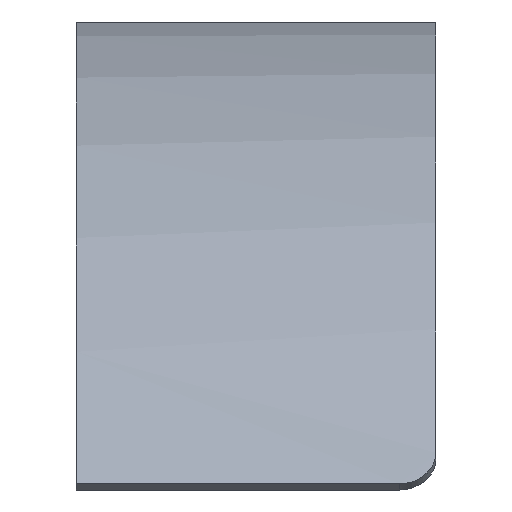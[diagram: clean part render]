
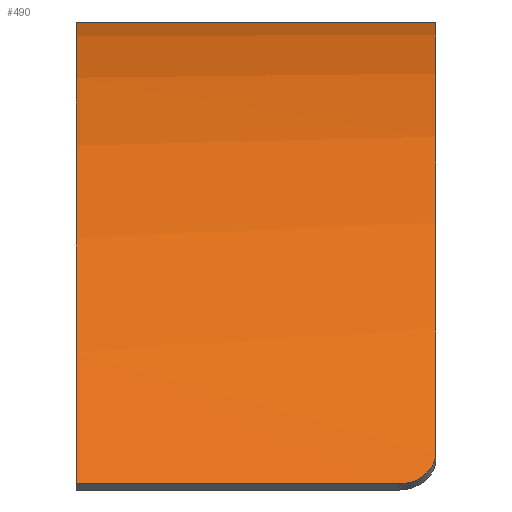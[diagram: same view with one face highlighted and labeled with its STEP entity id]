
A CAD part, front view. The second image highlights one B-rep face of the part: STEP entity #490.
In plain terms, the highlighted cylindrical face has radius 385 mm (diameter 770 mm), a partial arc.
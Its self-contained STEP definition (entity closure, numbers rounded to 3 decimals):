
#33 = DIRECTION ( 'NONE',  ( 0., 0., 1. ) ) ;
#34 = DIRECTION ( 'NONE',  ( -1., 0., 0. ) ) ;
#35 = CARTESIAN_POINT ( 'NONE',  ( -74., 331.964, -385. ) ) ;
#38 = DIRECTION ( 'NONE',  ( 0., 0., 1. ) ) ;
#39 = CARTESIAN_POINT ( 'NONE',  ( 74., 331.964, -385. ) ) ;
#40 = DIRECTION ( 'NONE',  ( -1., 0., 0. ) ) ;
#46 = CARTESIAN_POINT ( 'NONE',  ( 74., 0., -190. ) ) ;
#50 = DIRECTION ( 'NONE',  ( -1., 0., 0. ) ) ;
#53 = DIRECTION ( 'NONE',  ( -1., 0., 0. ) ) ;
#54 = CARTESIAN_POINT ( 'NONE',  ( 74., 331.964, 0. ) ) ;
#122 = CARTESIAN_POINT ( 'NONE',  ( 74., 7.849, -177.214 ) ) ;
#123 = CARTESIAN_POINT ( 'NONE',  ( 74., 7.315, -178.048 ) ) ;
#124 = CARTESIAN_POINT ( 'NONE',  ( 73.903, 6.789, -178.875 ) ) ;
#125 = CARTESIAN_POINT ( 'NONE',  ( 73.492, 5.759, -180.512 ) ) ;
#126 = CARTESIAN_POINT ( 'NONE',  ( 73.613, 6.014, -180.105 ) ) ;
#127 = CARTESIAN_POINT ( 'NONE',  ( 72.876, 4.775, -182.088 ) ) ;
#128 = CARTESIAN_POINT ( 'NONE',  ( 73.206, 5.261, -181.307 ) ) ;
#129 = CARTESIAN_POINT ( 'NONE',  ( 71.995, 3.857, -183.577 ) ) ;
#130 = CARTESIAN_POINT ( 'NONE',  ( 72.458, 4.311, -182.84 ) ) ;
#131 = CARTESIAN_POINT ( 'NONE',  ( 70.917, 2.994, -184.989 ) ) ;
#132 = CARTESIAN_POINT ( 'NONE',  ( 71.739, 3.634, -183.941 ) ) ;
#133 = CARTESIAN_POINT ( 'NONE',  ( 69.258, 2.067, -186.523 ) ) ;
#134 = CARTESIAN_POINT ( 'NONE',  ( 70.296, 2.603, -185.634 ) ) ;
#135 = CARTESIAN_POINT ( 'NONE',  ( 68.894, 1.897, -186.806 ) ) ;
#136 = CARTESIAN_POINT ( 'NONE',  ( 68.13, 1.575, -187.343 ) ) ;
#137 = CARTESIAN_POINT ( 'NONE',  ( 67.733, 1.424, -187.596 ) ) ;
#138 = CARTESIAN_POINT ( 'NONE',  ( 66.51, 1.006, -188.296 ) ) ;
#139 = CARTESIAN_POINT ( 'NONE',  ( 65.649, 0.771, -188.692 ) ) ;
#140 = CARTESIAN_POINT ( 'NONE',  ( 64.287, 0.484, -189.178 ) ) ;
#141 = CARTESIAN_POINT ( 'NONE',  ( 63.819, 0.399, -189.322 ) ) ;
#142 = CARTESIAN_POINT ( 'NONE',  ( 62.877, 0.254, -189.568 ) ) ;
#143 = CARTESIAN_POINT ( 'NONE',  ( 62.402, 0.194, -189.67 ) ) ;
#144 = CARTESIAN_POINT ( 'NONE',  ( 59., 0., -190. ) ) ;
#146 = CARTESIAN_POINT ( 'NONE',  ( 59.991, 0., -190. ) ) ;
#148 = CARTESIAN_POINT ( 'NONE',  ( 60.965, 0.049, -189.916 ) ) ;
#173 = CIRCLE ( 'NONE', #782, 385. ) ;
#174 = VECTOR ( 'NONE', #50, 1000. ) ;
#175 = CIRCLE ( 'NONE', #784, 385. ) ;
#179 = LINE ( 'NONE', #46, #174 ) ;
#180 = VECTOR ( 'NONE', #53, 1000. ) ;
#183 = LINE ( 'NONE', #54, #180 ) ;
#234 = EDGE_CURVE ( 'NONE', #616, #893, #809, .T. ) ;
#252 = EDGE_CURVE ( 'NONE', #887, #630, #183, .T. ) ;
#256 = EDGE_CURVE ( 'NONE', #616, #631, #179, .T. ) ;
#257 = EDGE_CURVE ( 'NONE', #893, #887, #175, .T. ) ;
#258 = EDGE_CURVE ( 'NONE', #631, #630, #173, .T. ) ;
#298 = DIRECTION ( 'NONE',  ( -1., 0., 0. ) ) ;
#299 = DIRECTION ( 'NONE',  ( 0., 0., 1. ) ) ;
#302 = CARTESIAN_POINT ( 'NONE',  ( 74., 331.964, -385. ) ) ;
#415 = CARTESIAN_POINT ( 'NONE',  ( 59., 0., -190. ) ) ;
#429 = CARTESIAN_POINT ( 'NONE',  ( -74., 331.964, 0. ) ) ;
#430 = CARTESIAN_POINT ( 'NONE',  ( -74., 0., -190. ) ) ;
#447 = CARTESIAN_POINT ( 'NONE',  ( 74., 331.964, 0. ) ) ;
#451 = CARTESIAN_POINT ( 'NONE',  ( 74., 7.849, -177.214 ) ) ;
#490 = ADVANCED_FACE ( 'NONE', ( #754 ), #755, .T. ) ;
#616 = VERTEX_POINT ( 'NONE', #415 ) ;
#630 = VERTEX_POINT ( 'NONE', #429 ) ;
#631 = VERTEX_POINT ( 'NONE', #430 ) ;
#637 = EDGE_LOOP ( 'NONE', ( #698, #699, #700, #709, #710 ) ) ;
#698 = ORIENTED_EDGE ( 'NONE', *, *, #256, .F. ) ;
#699 = ORIENTED_EDGE ( 'NONE', *, *, #234, .T. ) ;
#700 = ORIENTED_EDGE ( 'NONE', *, *, #257, .T. ) ;
#709 = ORIENTED_EDGE ( 'NONE', *, *, #252, .T. ) ;
#710 = ORIENTED_EDGE ( 'NONE', *, *, #258, .F. ) ;
#754 = FACE_OUTER_BOUND ( 'NONE', #637, .T. ) ;
#755 = CYLINDRICAL_SURFACE ( 'NONE', #786, 385. ) ;
#782 = AXIS2_PLACEMENT_3D ( 'NONE', #35, #34, #33 ) ;
#784 = AXIS2_PLACEMENT_3D ( 'NONE', #39, #40, #38 ) ;
#786 = AXIS2_PLACEMENT_3D ( 'NONE', #302, #298, #299 ) ;
#809 = B_SPLINE_CURVE_WITH_KNOTS ( 'NONE', 3,
 ( #144, #146, #148, #143, #142, #141, #140, #139, #138, #137, #136, #135, #133, #134, #131, #132, #129, #130, #127, #128, #125, #126, #124, #123, #122 ),
 .UNSPECIFIED., .F., .F.,
 ( 4, 2, 2, 2, 2, 2, 2, 2, 2, 1, 2, 2, 4 ),
 ( 0., 0.003, 0.004, 0.006, 0.009, 0.01, 0.012, 0.015, 0.016, 0.018, 0.019, 0.021, 0.023 ),
 .UNSPECIFIED. ) ;
#887 = VERTEX_POINT ( 'NONE', #447 ) ;
#893 = VERTEX_POINT ( 'NONE', #451 ) ;
